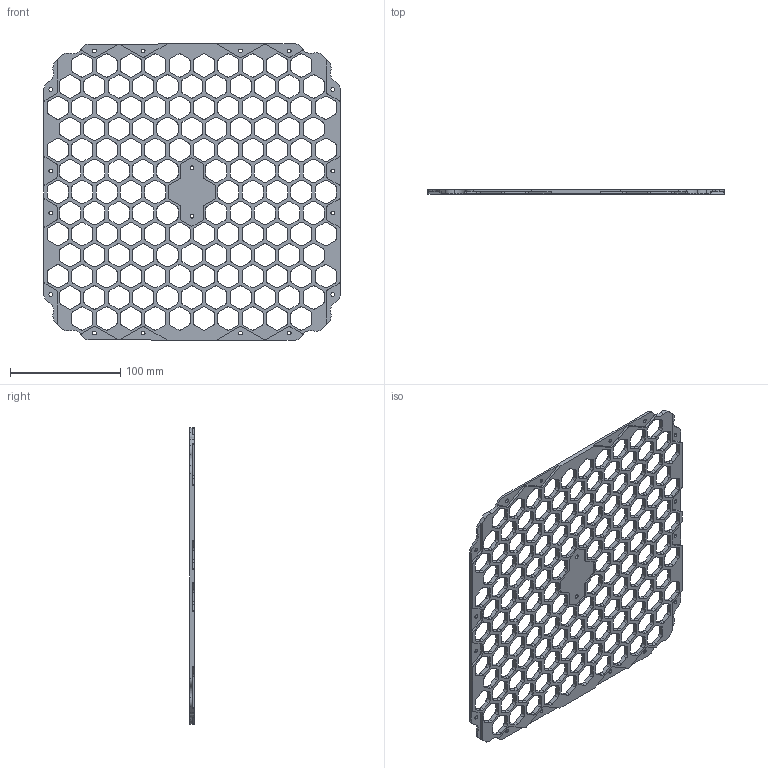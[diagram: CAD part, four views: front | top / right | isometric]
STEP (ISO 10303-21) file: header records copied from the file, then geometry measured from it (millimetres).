
FILE_DESCRIPTION(/* description */ ('','CAx-IF Rec.Pracs.---Representation and Presentation of Product Manufacturing Information (PMI)---4.0---2014-10-13'),/* implementation_level */ '2;1');
FILE_NAME(/* name */ 'Hexabackpack_backplate_hexes.step',/* time_stamp */ '2025-03-30T01:46:49+01:00',/* author */ (''),/* organization */ (''),/* preprocessor_version */ 'ST-DEVELOPER v20',/* originating_system */ 'Autodesk Translation Framework v13.20.0.188',/* authorisation */ '');
FILE_SCHEMA (('AP242_MANAGED_MODEL_BASED_3D_ENGINEERING_MIM_LF { 1 0 10303 442 1 1 4 }'));
Products named in the file (1): Hexabackpack_backplate_hexes
Bounding box: 268.3 x 4 x 268.6 mm (x, y, z)
Volume: 92187.7 mm3; surface area: 91894.2 mm2
Topology: 1 solids, 1 shells, 1867 faces, 5592 edges, 3728 vertices
Faces by surface type: cylinder 938, plane 929
Full cylindrical faces by diameter (mm): 3.4 x18
Entity records: 64099 total; most frequent: DIRECTION 11208, CARTESIAN_POINT 11188, ORIENTED_EDGE 11184, EDGE_CURVE 5592, AXIS2_PLACEMENT_3D 3748, VERTEX_POINT 3728, LINE 3712, VECTOR 3712
